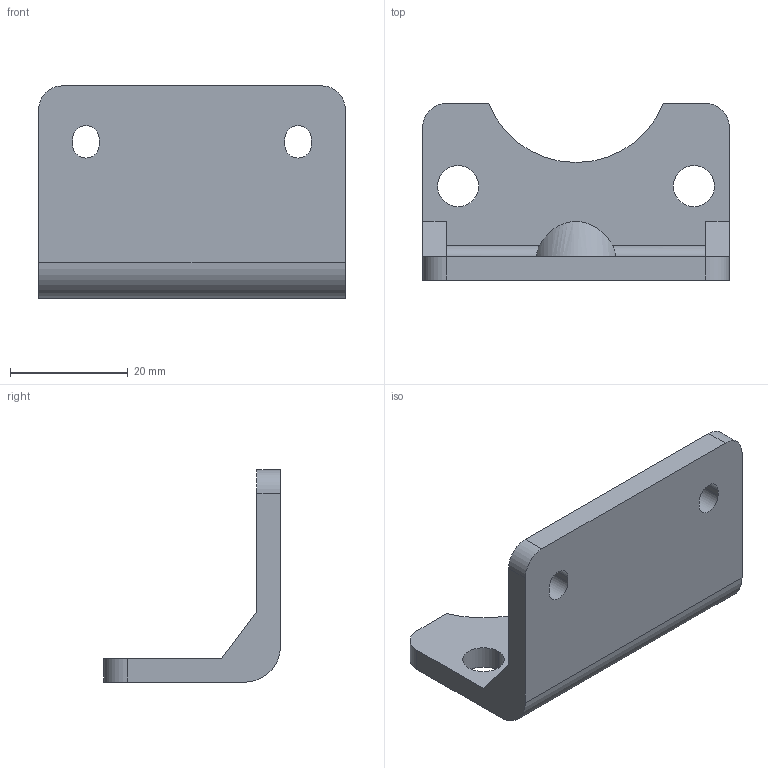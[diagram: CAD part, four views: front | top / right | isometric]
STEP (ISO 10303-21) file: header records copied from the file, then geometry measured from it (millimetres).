
FILE_DESCRIPTION (( 'STEP AP203' ), '1' );
FILE_NAME ('0052-40.STEP', '2015-10-02T14:55:49', ( 'utente11' ), ( '' ), 'SwSTEP 2.0', 'SolidWorks 2015', '' );
FILE_SCHEMA (( 'CONFIG_CONTROL_DESIGN' ));
Length unit declared in the file: millimetre
Products named in the file (1): 0052-40
Bounding box: 52 x 30 x 36 mm (x, y, z)
Volume: 11530 mm3; surface area: 6838.8 mm2
Topology: 1 solids, 1 shells, 36 faces, 102 edges, 68 vertices
Faces by surface type: cylinder 18, plane 17, bspline 1
Entity records: 1354 total; most frequent: CARTESIAN_POINT 300, ORIENTED_EDGE 204, DIRECTION 204, EDGE_CURVE 102, AXIS2_PLACEMENT_3D 70, VERTEX_POINT 68, VECTOR 64, LINE 64
